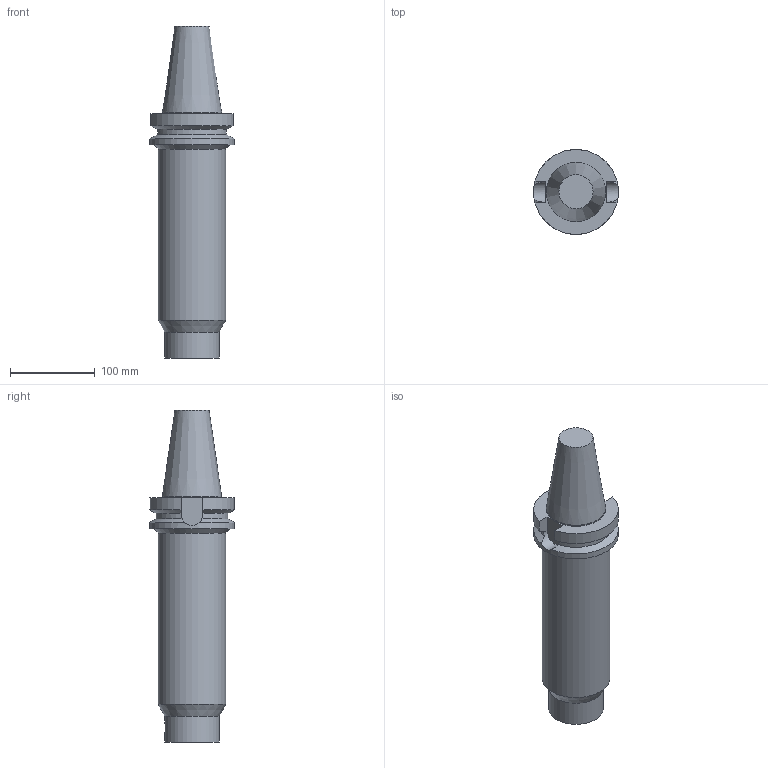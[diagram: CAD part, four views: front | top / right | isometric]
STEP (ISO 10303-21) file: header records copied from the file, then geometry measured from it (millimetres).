
FILE_DESCRIPTION((''),'1');
FILE_NAME('BBT50-CKB6-80-289.stp','2022-09-14T00:37:44',(''),(''),'Spatial Interop R21 SP3','Kubotek KeyCreator 2011 V10.0.2 (22737)',' ');
FILE_SCHEMA(('automotive_design'));
Length unit declared in the file: millimetre
Products named in the file (1): 240[2]
Bounding box: 100 x 100 x 390.8 mm (x, y, z)
Volume: 1653308.1 mm3; surface area: 109310.6 mm2
Topology: 1 solids, 1 shells, 31 faces, 74 edges, 48 vertices
Faces by surface type: cylinder 12, plane 12, cone 7
Full cylindrical faces by diameter (mm): 12.3 x1, 36 x1, 64 x1, 69.85 x1, 80 x1, 100 x1
Entity records: 1760 total; most frequent: CARTESIAN_POINT 394, DIRECTION 134, PRESENTATION_STYLE_ASSIGNMENT 126, COLOUR_RGB 126, ORIENTED_EDGE 124, STYLED_ITEM 94, CURVE_STYLE 94, DRAUGHTING_PRE_DEFINED_CURVE_FONT 94
